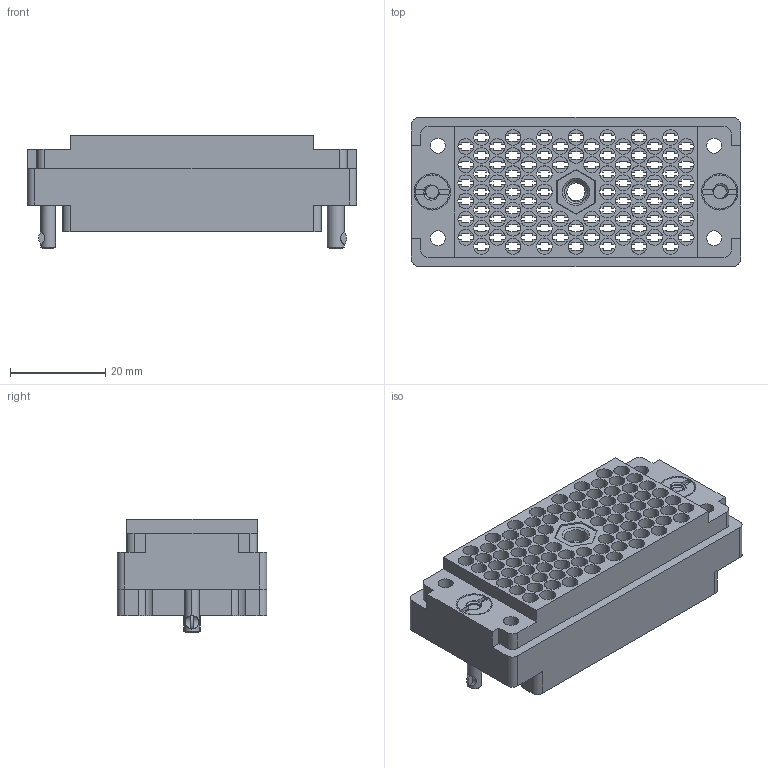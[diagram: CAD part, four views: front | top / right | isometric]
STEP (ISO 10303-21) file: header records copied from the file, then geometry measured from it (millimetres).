
FILE_DESCRIPTION (( 'STEP AP203' ), '1' );
FILE_NAME ('516-090-000-502.STEP', '2020-03-10T16:26:24', ( '' ), ( '' ), 'SwSTEP 2.0', 'SolidWorks 2016', '' );
FILE_SCHEMA (( 'CONFIG_CONTROL_DESIGN' ));
Length unit declared in the file: inch
Products named in the file (6): 516-252-095-100; 516-222-090-102_091; 516-222-090-102_090; 516-252-091-102; 516-090-000-502; 516 Plug Insulator_090
Assembly tree (6 placements, depth 2):
  516-090-000-502
    516 Plug Insulator_090
    516-252-091-102  x2
    516-222-090-102_090
    516-252-095-100
    516-222-090-102_091
Bounding box: 69.04 x 31.34 x 23.88 mm (x, y, z)
Volume: 17576.2 mm3; surface area: 23616 mm2
Topology: 6 solids, 6 shells, 2071 faces, 6063 edges, 4023 vertices
Faces by surface type: plane 1438, cylinder 547, cone 46, bspline 36, torus 4
Entity records: 76030 total; most frequent: CARTESIAN_POINT 19860, ORIENTED_EDGE 11970, DIRECTION 11260, EDGE_CURVE 5985, VECTOR 4340, LINE 4340, VERTEX_POINT 3971, AXIS2_PLACEMENT_3D 3460
